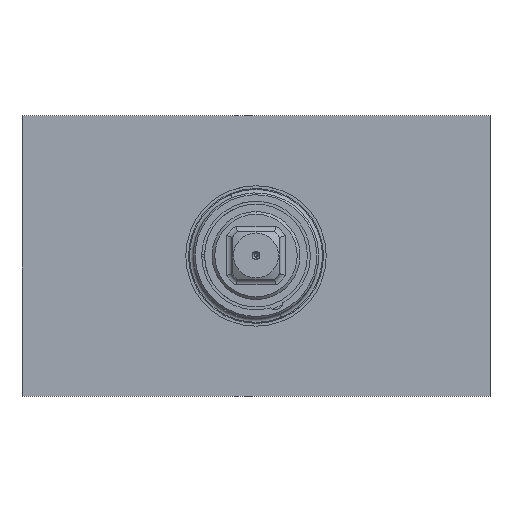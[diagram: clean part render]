
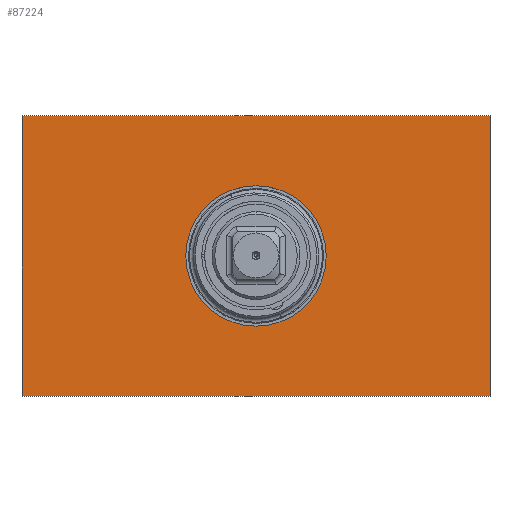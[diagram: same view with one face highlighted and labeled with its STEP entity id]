
A CAD part, top view. The second image highlights one B-rep face of the part: STEP entity #87224.
In plain terms, the highlighted planar face has unit normal (0, 0, 1).
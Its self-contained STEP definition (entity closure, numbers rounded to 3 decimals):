
#15766=DIRECTION('',(0.,-1.,0.));
#15767=VECTOR('',#15766,5.906);
#15768=CARTESIAN_POINT('',(-4.921,2.953,
23.862));
#15769=LINE('',#15768,#15767);
#15774=DIRECTION('',(-1.,0.,0.));
#15775=VECTOR('',#15774,9.843);
#15776=CARTESIAN_POINT('',(4.921,2.953,23.862));
#15777=LINE('',#15776,#15775);
#15782=DIRECTION('',(0.,1.,0.));
#15783=VECTOR('',#15782,5.906);
#15784=CARTESIAN_POINT('',(4.921,-2.953,
23.862));
#15785=LINE('',#15784,#15783);
#15790=DIRECTION('',(1.,0.,0.));
#15791=VECTOR('',#15790,9.843);
#15792=CARTESIAN_POINT('',(-4.921,-2.953,
23.862));
#15793=LINE('',#15792,#15791);
#15794=CARTESIAN_POINT('',(0.,0.,23.862));
#15795=DIRECTION('',(0.,0.,1.));
#15796=DIRECTION('',(1.,0.,0.));
#15797=AXIS2_PLACEMENT_3D('',#15794,#15795,#15796);
#15799=CARTESIAN_POINT('',(0.,0.,23.862));
#15800=DIRECTION('',(0.,0.,1.));
#15801=DIRECTION('',(-1.,0.,0.));
#15802=AXIS2_PLACEMENT_3D('',#15799,#15800,#15801);
#82530=CARTESIAN_POINT('',(-4.921,2.953,
23.862));
#82531=VERTEX_POINT('',#82530);
#82532=CARTESIAN_POINT('',(-4.921,-2.953,
23.862));
#82533=VERTEX_POINT('',#82532);
#82534=CARTESIAN_POINT('',(4.921,2.953,23.862));
#82535=VERTEX_POINT('',#82534);
#82536=CARTESIAN_POINT('',(4.921,-2.953,
23.862));
#82537=VERTEX_POINT('',#82536);
#82538=CARTESIAN_POINT('',(1.476,0.,23.862));
#82539=CARTESIAN_POINT('',(-1.476,0.,23.862));
#82540=VERTEX_POINT('',#82538);
#82541=VERTEX_POINT('',#82539);
#87207=CARTESIAN_POINT('',(0.,0.,23.862));
#87208=DIRECTION('',(0.,0.,1.));
#87209=DIRECTION('',(1.,0.,0.));
#87210=AXIS2_PLACEMENT_3D('',#87207,#87208,#87209);
#87211=PLANE('',#87210);
#87212=ORIENTED_EDGE('',*,*,#87159,.F.);
#87213=ORIENTED_EDGE('',*,*,#87174,.F.);
#87214=ORIENTED_EDGE('',*,*,#87188,.F.);
#87215=ORIENTED_EDGE('',*,*,#87201,.F.);
#87216=EDGE_LOOP('',(#87212,#87213,#87214,#87215));
#87217=FACE_OUTER_BOUND('',#87216,.F.);
#87219=ORIENTED_EDGE('',*,*,#87218,.T.);
#87221=ORIENTED_EDGE('',*,*,#87220,.T.);
#87222=EDGE_LOOP('',(#87219,#87221));
#87223=FACE_BOUND('',#87222,.F.);
#87224=ADVANCED_FACE('',(#87217,#87223),#87211,.T.);
#15798=CIRCLE('',#15797,1.476);
#15803=CIRCLE('',#15802,1.476);
#87159=EDGE_CURVE('',#82531,#82533,#15769,.T.);
#87174=EDGE_CURVE('',#82535,#82531,#15777,.T.);
#87188=EDGE_CURVE('',#82537,#82535,#15785,.T.);
#87201=EDGE_CURVE('',#82533,#82537,#15793,.T.);
#87218=EDGE_CURVE('',#82540,#82541,#15798,.T.);
#87220=EDGE_CURVE('',#82541,#82540,#15803,.T.);
